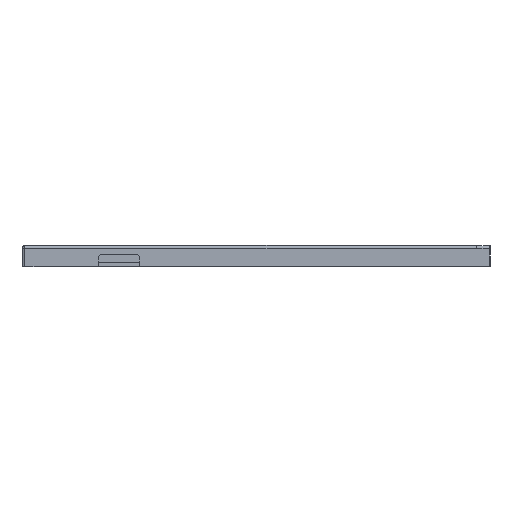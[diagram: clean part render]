
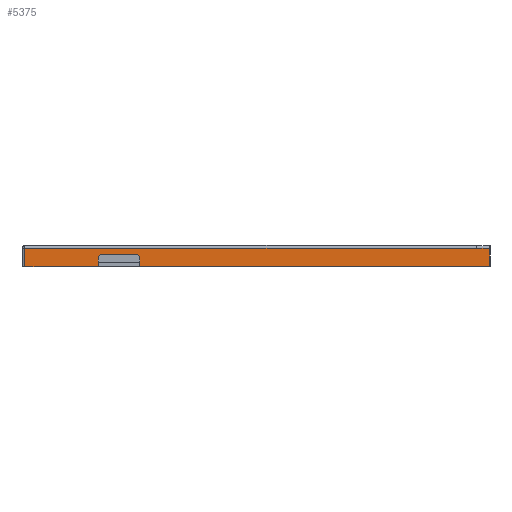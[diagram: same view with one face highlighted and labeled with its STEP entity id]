
A CAD part, left-side view. The second image highlights one B-rep face of the part: STEP entity #5375.
In plain terms, the highlighted planar face has unit normal (-1, 0, 0).
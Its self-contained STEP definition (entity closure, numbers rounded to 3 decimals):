
#335=CIRCLE('',#5731,1.);
#337=CIRCLE('',#5736,1.);
#340=CIRCLE('',#5741,140.991);
#485=PLANE('',#5748);
#779=FACE_OUTER_BOUND('',#1190,.T.);
#1190=EDGE_LOOP('',(#4718,#4719,#4720,#4721,#4722,#4723,#4724,#4725,#4726,
#4727,#4728));
#1703=LINE('',#13761,#2102);
#1721=LINE('',#13803,#2120);
#1795=LINE('',#21328,#2194);
#1798=LINE('',#21336,#2197);
#1799=LINE('',#21355,#2198);
#1800=LINE('',#21361,#2199);
#1801=LINE('',#21362,#2200);
#1802=LINE('',#21363,#2201);
#2102=VECTOR('',#6517,10.);
#2120=VECTOR('',#6543,10.);
#2194=VECTOR('',#6721,10.);
#2197=VECTOR('',#6730,10.);
#2198=VECTOR('',#6743,10.);
#2199=VECTOR('',#6754,10.);
#2200=VECTOR('',#6755,10.);
#2201=VECTOR('',#6756,10.);
#2523=VERTEX_POINT('',#13758);
#2524=VERTEX_POINT('',#13760);
#2543=VERTEX_POINT('',#13800);
#2544=VERTEX_POINT('',#13802);
#2672=VERTEX_POINT('',#21311);
#2673=VERTEX_POINT('',#21313);
#2678=VERTEX_POINT('',#21327);
#2679=VERTEX_POINT('',#21331);
#2680=VERTEX_POINT('',#21335);
#2681=VERTEX_POINT('',#21339);
#2682=VERTEX_POINT('',#21350);
#3158=EDGE_CURVE('',#2523,#2524,#1703,.T.);
#3179=EDGE_CURVE('',#2543,#2544,#1721,.T.);
#3367=EDGE_CURVE('',#2672,#2673,#335,.T.);
#3374=EDGE_CURVE('',#2678,#2673,#1795,.T.);
#3376=EDGE_CURVE('',#2678,#2679,#337,.T.);
#3378=EDGE_CURVE('',#2544,#2680,#1798,.T.);
#3382=EDGE_CURVE('',#2682,#2681,#340,.T.);
#3384=EDGE_CURVE('',#2680,#2682,#1799,.T.);
#3386=EDGE_CURVE('',#2543,#2679,#1800,.T.);
#3387=EDGE_CURVE('',#2672,#2524,#1801,.T.);
#3388=EDGE_CURVE('',#2523,#2681,#1802,.T.);
#4718=ORIENTED_EDGE('',*,*,#3378,.F.);
#4719=ORIENTED_EDGE('',*,*,#3179,.F.);
#4720=ORIENTED_EDGE('',*,*,#3386,.T.);
#4721=ORIENTED_EDGE('',*,*,#3376,.F.);
#4722=ORIENTED_EDGE('',*,*,#3374,.T.);
#4723=ORIENTED_EDGE('',*,*,#3367,.F.);
#4724=ORIENTED_EDGE('',*,*,#3387,.T.);
#4725=ORIENTED_EDGE('',*,*,#3158,.F.);
#4726=ORIENTED_EDGE('',*,*,#3388,.T.);
#4727=ORIENTED_EDGE('',*,*,#3382,.F.);
#4728=ORIENTED_EDGE('',*,*,#3384,.F.);
#5375=ADVANCED_FACE('',(#779),#485,.T.);
#5731=AXIS2_PLACEMENT_3D('',#21314,#6708,#6709);
#5736=AXIS2_PLACEMENT_3D('',#21332,#6725,#6726);
#5741=AXIS2_PLACEMENT_3D('',#21352,#6737,#6738);
#5748=AXIS2_PLACEMENT_3D('',#21360,#6752,#6753);
#6517=DIRECTION('',(0.,1.,0.));
#6543=DIRECTION('',(0.,1.,0.));
#6708=DIRECTION('center_axis',(-1.,0.,0.));
#6709=DIRECTION('ref_axis',(0.,-0.707,0.707));
#6721=DIRECTION('',(0.,-1.,0.));
#6725=DIRECTION('center_axis',(-1.,0.,0.));
#6726=DIRECTION('ref_axis',(0.,0.707,0.707));
#6730=DIRECTION('',(0.,0.,1.));
#6737=DIRECTION('center_axis',(1.,0.,0.));
#6738=DIRECTION('ref_axis',(0.,-0.017,1.));
#6743=DIRECTION('',(0.,-1.,0.));
#6752=DIRECTION('center_axis',(-1.,0.,0.));
#6753=DIRECTION('ref_axis',(0.,-1.,0.));
#6754=DIRECTION('',(0.,0.,1.));
#6755=DIRECTION('',(0.,0.,-1.));
#6756=DIRECTION('',(0.,0.,1.));
#13758=CARTESIAN_POINT('',(0.,0.,10.5));
#13760=CARTESIAN_POINT('',(0.,119.03,10.5));
#13761=CARTESIAN_POINT('',(0.,119.25,10.5));
#13800=CARTESIAN_POINT('',(0.,133.03,10.5));
#13802=CARTESIAN_POINT('',(0.,158.,10.5));
#13803=CARTESIAN_POINT('',(0.,119.25,10.5));
#21311=CARTESIAN_POINT('',(0.,119.03,13.5));
#21313=CARTESIAN_POINT('',(0.,120.03,14.5));
#21314=CARTESIAN_POINT('Origin',(0.,120.03,13.5));
#21327=CARTESIAN_POINT('',(0.,132.03,14.5));
#21328=CARTESIAN_POINT('',(0.,142.515,14.5));
#21331=CARTESIAN_POINT('',(0.,133.03,13.5));
#21332=CARTESIAN_POINT('Origin',(0.,132.03,13.5));
#21335=CARTESIAN_POINT('',(0.,158.,16.65));
#21336=CARTESIAN_POINT('',(0.,158.,12.5));
#21339=CARTESIAN_POINT('',(0.,0.,16.57));
#21350=CARTESIAN_POINT('',(0.,4.74,16.65));
#21352=CARTESIAN_POINT('Origin',(0.,4.74,-124.341));
#21355=CARTESIAN_POINT('',(0.,119.25,16.65));
#21360=CARTESIAN_POINT('Origin',(0.,159.,12.5));
#21361=CARTESIAN_POINT('',(0.,133.03,11.65));
#21362=CARTESIAN_POINT('',(0.,119.03,11.65));
#21363=CARTESIAN_POINT('',(0.,0.,12.5));
